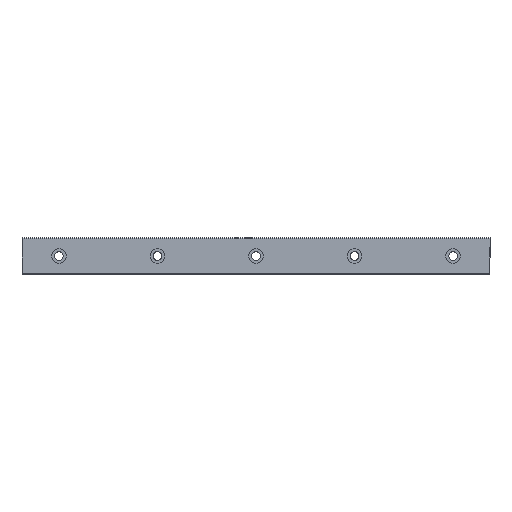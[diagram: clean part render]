
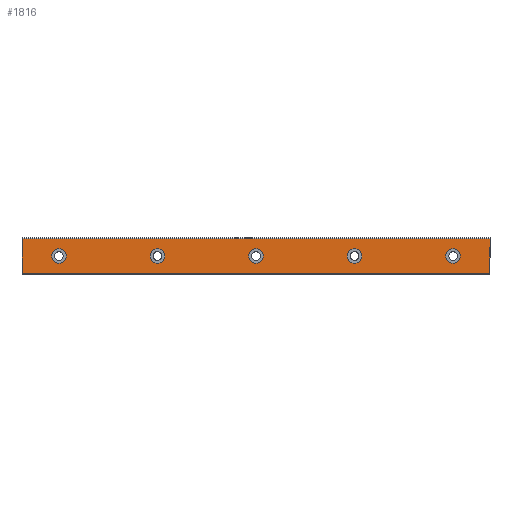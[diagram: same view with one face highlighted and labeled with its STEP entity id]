
A CAD part, top view. The second image highlights one B-rep face of the part: STEP entity #1816.
In plain terms, the highlighted planar face has unit normal (0, 0, 1).
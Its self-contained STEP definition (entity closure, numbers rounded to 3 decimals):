
#2 = CARTESIAN_POINT ( 'NONE',  ( 37., 0., 10. ) ) ;
#40 = CARTESIAN_POINT ( 'NONE',  ( 80., 0., 10. ) ) ;
#82 = CIRCLE ( 'NONE', #863, 3. ) ;
#94 = DIRECTION ( 'NONE',  ( 0., -1., 0. ) ) ;
#130 = ORIENTED_EDGE ( 'NONE', *, *, #798, .F. ) ;
#147 = CARTESIAN_POINT ( 'NONE',  ( 175., -7., 10. ) ) ;
#154 = ORIENTED_EDGE ( 'NONE', *, *, #963, .T. ) ;
#155 = DIRECTION ( 'NONE',  ( 0., 0., -1. ) ) ;
#158 = AXIS2_PLACEMENT_3D ( 'NONE', #2148, #1824, #1507 ) ;
#160 = DIRECTION ( 'NONE',  ( 0., 0., -1. ) ) ;
#185 = AXIS2_PLACEMENT_3D ( 'NONE', #522, #160, #691 ) ;
#186 = VERTEX_POINT ( 'NONE', #1435 ) ;
#262 = VERTEX_POINT ( 'NONE', #1582 ) ;
#289 = CARTESIAN_POINT ( 'NONE',  ( 175., 7., 10. ) ) ;
#322 = DIRECTION ( 'NONE',  ( 0., 0., -1. ) ) ;
#333 = CIRCLE ( 'NONE', #1492, 3. ) ;
#339 = DIRECTION ( 'NONE',  ( 0., 1., 0. ) ) ;
#363 = CARTESIAN_POINT ( 'NONE',  ( 120., 0., 10. ) ) ;
#369 = VECTOR ( 'NONE', #585, 1000. ) ;
#371 = EDGE_LOOP ( 'NONE', ( #1674, #921 ) ) ;
#376 = CARTESIAN_POINT ( 'NONE',  ( -15., -7., 10. ) ) ;
#379 = DIRECTION ( 'NONE',  ( 0., 0., -1. ) ) ;
#386 = CARTESIAN_POINT ( 'NONE',  ( 43., 0., 10. ) ) ;
#393 = VERTEX_POINT ( 'NONE', #147 ) ;
#414 = VERTEX_POINT ( 'NONE', #289 ) ;
#439 = CIRCLE ( 'NONE', #1664, 3. ) ;
#457 = DIRECTION ( 'NONE',  ( 0., 0., -1. ) ) ;
#461 = EDGE_CURVE ( 'NONE', #684, #1709, #1103, .T. ) ;
#476 = CIRCLE ( 'NONE', #1108, 3. ) ;
#477 = AXIS2_PLACEMENT_3D ( 'NONE', #1526, #1691, #2060 ) ;
#512 = CARTESIAN_POINT ( 'NONE',  ( -15., -7., 10. ) ) ;
#517 = CARTESIAN_POINT ( 'NONE',  ( -15., 7., 10. ) ) ;
#522 = CARTESIAN_POINT ( 'NONE',  ( 40., 0., 10. ) ) ;
#528 = DIRECTION ( 'NONE',  ( 1., 0., 0. ) ) ;
#532 = LINE ( 'NONE', #376, #1323 ) ;
#549 = CARTESIAN_POINT ( 'NONE',  ( 80., 0., 10. ) ) ;
#558 = VERTEX_POINT ( 'NONE', #512 ) ;
#560 = ORIENTED_EDGE ( 'NONE', *, *, #852, .T. ) ;
#585 = DIRECTION ( 'NONE',  ( 1., 0., 0. ) ) ;
#604 = CARTESIAN_POINT ( 'NONE',  ( 0., 0., 10. ) ) ;
#614 = CARTESIAN_POINT ( 'NONE',  ( -15., 7., 10. ) ) ;
#618 = CARTESIAN_POINT ( 'NONE',  ( 0., 0., 10. ) ) ;
#624 = FACE_BOUND ( 'NONE', #1029, .T. ) ;
#639 = DIRECTION ( 'NONE',  ( 0., 0., -1. ) ) ;
#648 = EDGE_CURVE ( 'NONE', #558, #393, #902, .T. ) ;
#659 = VERTEX_POINT ( 'NONE', #1393 ) ;
#684 = VERTEX_POINT ( 'NONE', #386 ) ;
#691 = DIRECTION ( 'NONE',  ( 1., 0., 0. ) ) ;
#720 = VECTOR ( 'NONE', #820, 1000. ) ;
#730 = ORIENTED_EDGE ( 'NONE', *, *, #461, .T. ) ;
#740 = LINE ( 'NONE', #614, #1627 ) ;
#755 = EDGE_CURVE ( 'NONE', #1829, #794, #333, .T. ) ;
#768 = EDGE_CURVE ( 'NONE', #890, #262, #439, .T. ) ;
#785 = CARTESIAN_POINT ( 'NONE',  ( 175., -7., 10. ) ) ;
#794 = VERTEX_POINT ( 'NONE', #954 ) ;
#798 = EDGE_CURVE ( 'NONE', #414, #393, #2152, .T. ) ;
#820 = DIRECTION ( 'NONE',  ( 0., -1., 0. ) ) ;
#852 = EDGE_CURVE ( 'NONE', #794, #1829, #1907, .T. ) ;
#853 = EDGE_LOOP ( 'NONE', ( #1094, #2026 ) ) ;
#863 = AXIS2_PLACEMENT_3D ( 'NONE', #40, #155, #528 ) ;
#890 = VERTEX_POINT ( 'NONE', #2062 ) ;
#898 = AXIS2_PLACEMENT_3D ( 'NONE', #618, #1294, #1138 ) ;
#900 = CIRCLE ( 'NONE', #158, 3. ) ;
#901 = CIRCLE ( 'NONE', #477, 3. ) ;
#902 = LINE ( 'NONE', #2084, #369 ) ;
#912 = EDGE_CURVE ( 'NONE', #186, #983, #82, .T. ) ;
#921 = ORIENTED_EDGE ( 'NONE', *, *, #1158, .T. ) ;
#954 = CARTESIAN_POINT ( 'NONE',  ( -3., 0., 10. ) ) ;
#959 = FACE_BOUND ( 'NONE', #1820, .T. ) ;
#963 = EDGE_CURVE ( 'NONE', #983, #186, #476, .T. ) ;
#983 = VERTEX_POINT ( 'NONE', #1706 ) ;
#990 = DIRECTION ( 'NONE',  ( 1., 0., 0. ) ) ;
#993 = EDGE_LOOP ( 'NONE', ( #560, #1301 ) ) ;
#1026 = DIRECTION ( 'NONE',  ( 1., 0., 0. ) ) ;
#1029 = EDGE_LOOP ( 'NONE', ( #2079, #730 ) ) ;
#1040 = DIRECTION ( 'NONE',  ( 1., 0., 0. ) ) ;
#1042 = EDGE_CURVE ( 'NONE', #1326, #414, #740, .T. ) ;
#1046 = ORIENTED_EDGE ( 'NONE', *, *, #648, .T. ) ;
#1047 = CIRCLE ( 'NONE', #2117, 3. ) ;
#1094 = ORIENTED_EDGE ( 'NONE', *, *, #768, .T. ) ;
#1103 = CIRCLE ( 'NONE', #185, 3. ) ;
#1108 = AXIS2_PLACEMENT_3D ( 'NONE', #549, #322, #1040 ) ;
#1138 = DIRECTION ( 'NONE',  ( 1., 0., 0. ) ) ;
#1153 = ORIENTED_EDGE ( 'NONE', *, *, #1752, .F. ) ;
#1158 = EDGE_CURVE ( 'NONE', #1217, #659, #900, .T. ) ;
#1217 = VERTEX_POINT ( 'NONE', #1333 ) ;
#1259 = DIRECTION ( 'NONE',  ( 1., 0., 0. ) ) ;
#1272 = FACE_BOUND ( 'NONE', #853, .T. ) ;
#1293 = EDGE_CURVE ( 'NONE', #659, #1217, #1772, .T. ) ;
#1294 = DIRECTION ( 'NONE',  ( 0., 0., -1. ) ) ;
#1296 = EDGE_CURVE ( 'NONE', #262, #890, #901, .T. ) ;
#1301 = ORIENTED_EDGE ( 'NONE', *, *, #755, .T. ) ;
#1323 = VECTOR ( 'NONE', #339, 1000. ) ;
#1326 = VERTEX_POINT ( 'NONE', #517 ) ;
#1333 = CARTESIAN_POINT ( 'NONE',  ( 123., 0., 10. ) ) ;
#1369 = CARTESIAN_POINT ( 'NONE',  ( 40., 0., 10. ) ) ;
#1393 = CARTESIAN_POINT ( 'NONE',  ( 117., 0., 10. ) ) ;
#1435 = CARTESIAN_POINT ( 'NONE',  ( 83., 0., 10. ) ) ;
#1463 = FACE_BOUND ( 'NONE', #371, .T. ) ;
#1474 = FACE_OUTER_BOUND ( 'NONE', #1574, .T. ) ;
#1479 = CARTESIAN_POINT ( 'NONE',  ( 160., 0., 10. ) ) ;
#1485 = ORIENTED_EDGE ( 'NONE', *, *, #912, .T. ) ;
#1492 = AXIS2_PLACEMENT_3D ( 'NONE', #604, #639, #990 ) ;
#1507 = DIRECTION ( 'NONE',  ( 1., 0., 0. ) ) ;
#1526 = CARTESIAN_POINT ( 'NONE',  ( 160., 0., 10. ) ) ;
#1574 = EDGE_LOOP ( 'NONE', ( #130, #1793, #1153, #1046 ) ) ;
#1582 = CARTESIAN_POINT ( 'NONE',  ( 163., 0., 10. ) ) ;
#1620 = CARTESIAN_POINT ( 'NONE',  ( -15., -7., 10. ) ) ;
#1627 = VECTOR ( 'NONE', #1259, 1000. ) ;
#1664 = AXIS2_PLACEMENT_3D ( 'NONE', #1479, #457, #1975 ) ;
#1674 = ORIENTED_EDGE ( 'NONE', *, *, #1293, .T. ) ;
#1691 = DIRECTION ( 'NONE',  ( 0., 0., -1. ) ) ;
#1706 = CARTESIAN_POINT ( 'NONE',  ( 77., 0., 10. ) ) ;
#1709 = VERTEX_POINT ( 'NONE', #2 ) ;
#1737 = EDGE_CURVE ( 'NONE', #1709, #684, #1047, .T. ) ;
#1752 = EDGE_CURVE ( 'NONE', #558, #1326, #532, .T. ) ;
#1767 = DIRECTION ( 'NONE',  ( 0., 0., 1. ) ) ;
#1772 = CIRCLE ( 'NONE', #2011, 3. ) ;
#1793 = ORIENTED_EDGE ( 'NONE', *, *, #1042, .F. ) ;
#1799 = PLANE ( 'NONE',  #2155 ) ;
#1816 = ADVANCED_FACE ( 'NONE', ( #1474, #2096, #624, #959, #1463, #1272 ), #1799, .T. ) ;
#1820 = EDGE_LOOP ( 'NONE', ( #154, #1485 ) ) ;
#1824 = DIRECTION ( 'NONE',  ( 0., 0., -1. ) ) ;
#1829 = VERTEX_POINT ( 'NONE', #2106 ) ;
#1859 = DIRECTION ( 'NONE',  ( 1., 0., 0. ) ) ;
#1907 = CIRCLE ( 'NONE', #898, 3. ) ;
#1975 = DIRECTION ( 'NONE',  ( 1., 0., 0. ) ) ;
#2011 = AXIS2_PLACEMENT_3D ( 'NONE', #363, #379, #1026 ) ;
#2026 = ORIENTED_EDGE ( 'NONE', *, *, #1296, .T. ) ;
#2032 = DIRECTION ( 'NONE',  ( 0., 0., -1. ) ) ;
#2060 = DIRECTION ( 'NONE',  ( 1., 0., 0. ) ) ;
#2062 = CARTESIAN_POINT ( 'NONE',  ( 157., 0., 10. ) ) ;
#2079 = ORIENTED_EDGE ( 'NONE', *, *, #1737, .T. ) ;
#2084 = CARTESIAN_POINT ( 'NONE',  ( -15., -7., 10. ) ) ;
#2096 = FACE_BOUND ( 'NONE', #993, .T. ) ;
#2106 = CARTESIAN_POINT ( 'NONE',  ( 3., 0., 10. ) ) ;
#2117 = AXIS2_PLACEMENT_3D ( 'NONE', #1369, #2032, #1859 ) ;
#2148 = CARTESIAN_POINT ( 'NONE',  ( 120., 0., 10. ) ) ;
#2152 = LINE ( 'NONE', #785, #720 ) ;
#2155 = AXIS2_PLACEMENT_3D ( 'NONE', #1620, #1767, #94 ) ;
